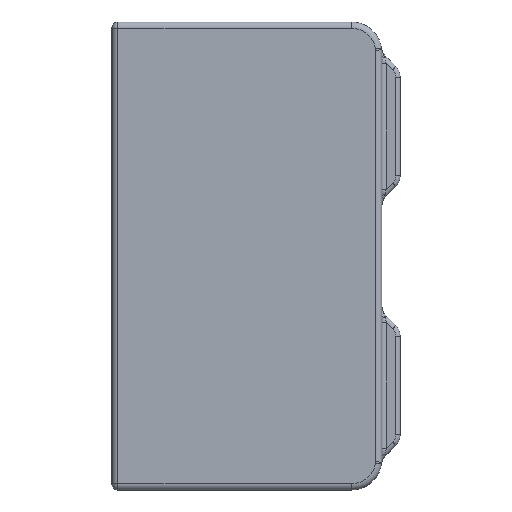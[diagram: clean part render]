
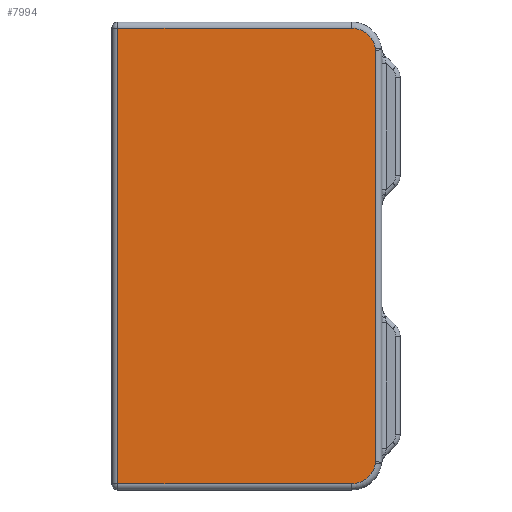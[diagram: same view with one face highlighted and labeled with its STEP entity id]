
A CAD part, front view. The second image highlights one B-rep face of the part: STEP entity #7994.
In plain terms, the highlighted planar face has unit normal (0, -1, 0).
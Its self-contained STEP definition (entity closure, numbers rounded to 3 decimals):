
#664=CIRCLE('',#8718,7.);
#666=CIRCLE('',#8722,8.);
#671=CIRCLE('',#8730,8.);
#672=CIRCLE('',#8732,7.);
#850=PLANE('',#8735);
#1114=FACE_OUTER_BOUND('',#1692,.T.);
#1692=EDGE_LOOP('',(#6209,#6210,#6211,#6212,#6213,#6214,#6215,#6216));
#2413=LINE('',#13319,#3098);
#2414=LINE('',#13342,#3099);
#2415=LINE('',#13363,#3100);
#2416=LINE('',#13367,#3101);
#3098=VECTOR('',#10253,10.);
#3099=VECTOR('',#10264,10.);
#3100=VECTOR('',#10275,10.);
#3101=VECTOR('',#10280,10.);
#3889=VERTEX_POINT('',#13316);
#3890=VERTEX_POINT('',#13318);
#3891=VERTEX_POINT('',#13322);
#3892=VERTEX_POINT('',#13324);
#3893=VERTEX_POINT('',#13341);
#3894=VERTEX_POINT('',#13358);
#3895=VERTEX_POINT('',#13365);
#3896=VERTEX_POINT('',#13370);
#4698=EDGE_CURVE('',#3889,#3890,#2413,.T.);
#4701=EDGE_CURVE('',#3891,#3892,#664,.T.);
#4703=EDGE_CURVE('',#3892,#3893,#2414,.T.);
#4706=EDGE_CURVE('',#3894,#3891,#666,.T.);
#4708=EDGE_CURVE('',#3890,#3894,#2415,.T.);
#4710=EDGE_CURVE('',#3895,#3889,#2416,.T.);
#4713=EDGE_CURVE('',#3896,#3895,#671,.T.);
#4714=EDGE_CURVE('',#3893,#3896,#672,.T.);
#6209=ORIENTED_EDGE('',*,*,#4701,.F.);
#6210=ORIENTED_EDGE('',*,*,#4706,.F.);
#6211=ORIENTED_EDGE('',*,*,#4708,.F.);
#6212=ORIENTED_EDGE('',*,*,#4698,.F.);
#6213=ORIENTED_EDGE('',*,*,#4710,.F.);
#6214=ORIENTED_EDGE('',*,*,#4713,.F.);
#6215=ORIENTED_EDGE('',*,*,#4714,.F.);
#6216=ORIENTED_EDGE('',*,*,#4703,.F.);
#7994=ADVANCED_FACE('',(#1114),#850,.T.);
#8718=AXIS2_PLACEMENT_3D('',#13325,#10260,#10261);
#8722=AXIS2_PLACEMENT_3D('',#13360,#10269,#10270);
#8730=AXIS2_PLACEMENT_3D('',#13372,#10287,#10288);
#8732=AXIS2_PLACEMENT_3D('',#13374,#10291,#10292);
#8735=AXIS2_PLACEMENT_3D('',#13377,#10297,#10298);
#10253=DIRECTION('',(0.,0.,1.));
#10260=DIRECTION('center_axis',(0.,-1.,0.));
#10261=DIRECTION('ref_axis',(-0.979,0.,-0.203));
#10264=DIRECTION('',(0.,0.,-1.));
#10269=DIRECTION('center_axis',(0.,1.,0.));
#10270=DIRECTION('ref_axis',(0.652,0.,0.758));
#10275=DIRECTION('',(1.,0.,0.));
#10280=DIRECTION('',(-1.,0.,0.));
#10287=DIRECTION('center_axis',(0.,1.,0.));
#10288=DIRECTION('ref_axis',(0.652,0.,-0.758));
#10291=DIRECTION('center_axis',(0.,-1.,0.));
#10292=DIRECTION('ref_axis',(-0.979,0.,0.203));
#10297=DIRECTION('center_axis',(0.,-1.,0.));
#10298=DIRECTION('ref_axis',(0.,0.,-1.));
#13316=CARTESIAN_POINT('',(-86.4,-0.2,-151.2));
#13318=CARTESIAN_POINT('',(-86.4,-0.2,-2.));
#13319=CARTESIAN_POINT('',(-86.4,-0.2,-76.6));
#13322=CARTESIAN_POINT('',(-2.09,-0.2,-8.806));
#13324=CARTESIAN_POINT('',(-2.,-0.2,-9.286));
#13325=CARTESIAN_POINT('Origin',(4.832,-0.2,-7.761));
#13341=CARTESIAN_POINT('',(-2.,-0.2,-143.914));
#13342=CARTESIAN_POINT('',(-2.,-0.2,-38.3));
#13358=CARTESIAN_POINT('',(-10.,-0.2,-2.));
#13360=CARTESIAN_POINT('Origin',(-10.,-0.2,-10.));
#13363=CARTESIAN_POINT('',(-60.3,-0.2,-2.));
#13365=CARTESIAN_POINT('',(-10.,-0.2,-151.2));
#13367=CARTESIAN_POINT('',(-20.1,-0.2,-151.2));
#13370=CARTESIAN_POINT('',(-2.09,-0.2,-144.394));
#13372=CARTESIAN_POINT('Origin',(-10.,-0.2,-143.2));
#13374=CARTESIAN_POINT('Origin',(4.832,-0.2,-145.439));
#13377=CARTESIAN_POINT('Origin',(-40.2,-0.2,-76.6));
